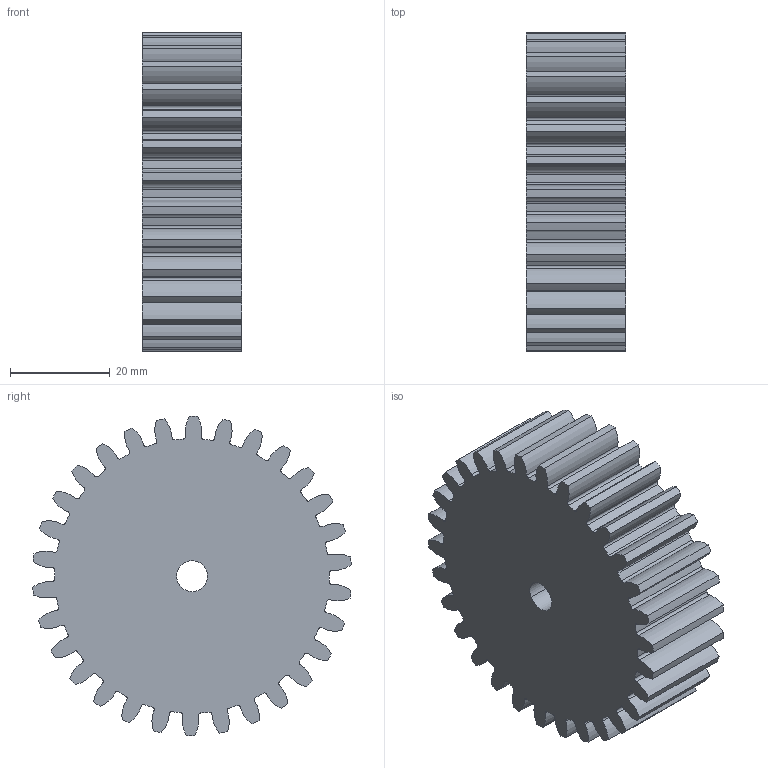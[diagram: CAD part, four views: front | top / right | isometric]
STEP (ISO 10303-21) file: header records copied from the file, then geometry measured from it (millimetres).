
FILE_DESCRIPTION(('CATIA V5 STEP Exchange'),'2;1');
FILE_NAME('i_p Gear.stp','2021-06-26T14:35:53+00:00',('none'),('none'),'CATIA Version 5 Release 20 GA (IN-10)','CATIA V5 STEP AP203','none');
FILE_SCHEMA(('CONFIG_CONTROL_DESIGN'));
Length unit declared in the file: millimetre
Products named in the file (1): g_s
Bounding box: 20 x 63.84 x 64 mm (x, y, z)
Volume: 54795.8 mm3; surface area: 13807.6 mm2
Topology: 1 solids, 1 shells, 184 faces, 546 edges, 364 vertices
Faces by surface type: cylinder 182, plane 2
Entity records: 5926 total; most frequent: ORIENTED_EDGE 1092, CARTESIAN_POINT 1065, DIRECTION 854, EDGE_CURVE 546, AXIS2_PLACEMENT_3D 519, CIRCLE 364, VERTEX_POINT 364, EDGE_LOOP 186
